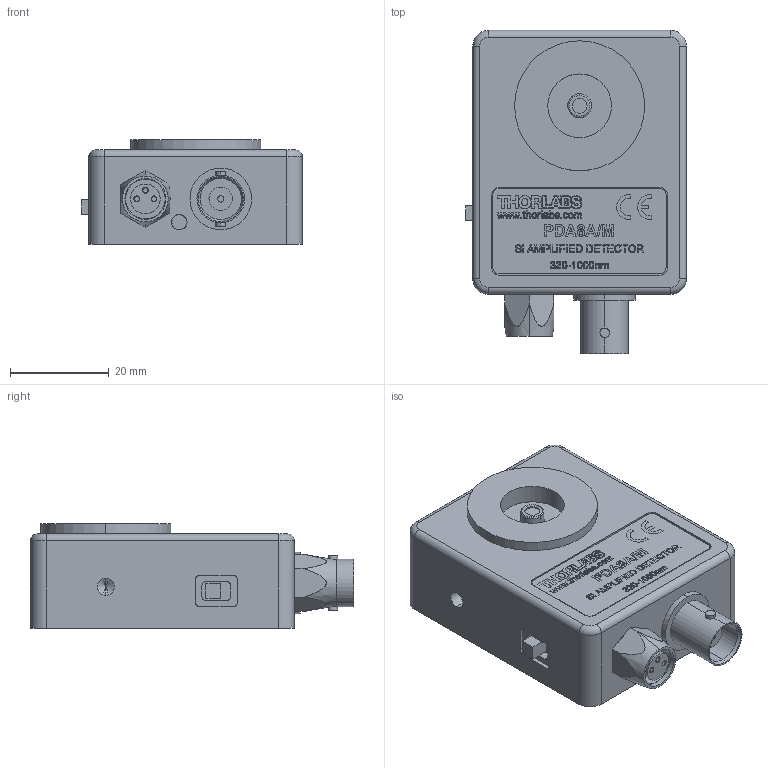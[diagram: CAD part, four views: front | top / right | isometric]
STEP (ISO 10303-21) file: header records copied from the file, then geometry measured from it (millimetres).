
FILE_DESCRIPTION (( 'STEP AP214' ), '1' );
FILE_NAME ('BaugruppePDA8A-M.STEP', '2016-08-09T12:23:03', ( '' ), ( '' ), 'SwSTEP 2.0', 'SolidWorks 2016', '' );
FILE_SCHEMA (( 'AUTOMOTIVE_DESIGN' ));
Length unit declared in the file: millimetre
Products named in the file (1): BaugruppePDA8A-M
Bounding box: 44.64 x 65.3 x 21.08 mm (x, y, z)
Volume: 20076 mm3; surface area: 20800.2 mm2
Topology: 13 solids, 14 shells, 1508 faces, 3870 edges, 2502 vertices
Faces by surface type: plane 802, bspline 329, cylinder 246, cone 113, torus 18
Entity records: 76486 total; most frequent: CARTESIAN_POINT 25094, ORIENTED_EDGE 7680, DIRECTION 6137, EDGE_CURVE 3840, VERTEX_POINT 2502, LINE 2427, VECTOR 2427, AXIS2_PLACEMENT_3D 1855
